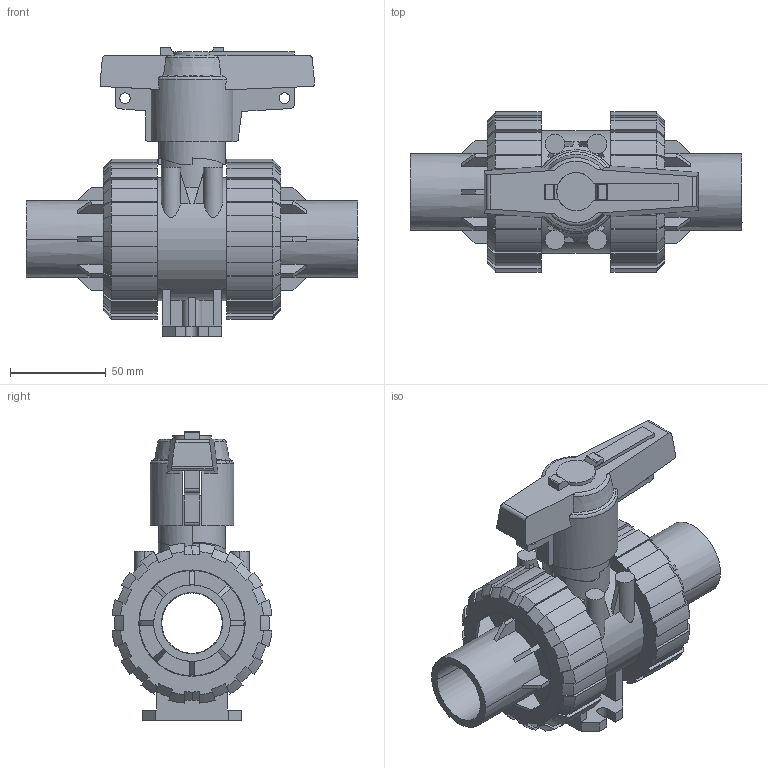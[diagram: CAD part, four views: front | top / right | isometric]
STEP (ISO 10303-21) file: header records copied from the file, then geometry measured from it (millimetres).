
FILE_DESCRIPTION(('STEP AP214'),'1');
FILE_NAME('cctmp_F5F9E15A-AD6D-487C-846B-A4000CE67E90_2021_10_21_08_51_28_0045..stp','2021-10-21T06:51:28',('Praher Valves GmbH'),('CADClick - www.CADClick.com'),'Spatial InterOp 3D',' ','unknown authorization');
FILE_SCHEMA(('AUTOMOTIVE_DESIGN'));
Length unit declared in the file: millimetre
Products named in the file (7): cc_unnamed; 210054_5; 210054_4; 210054_3; 210054_2; 210054_1; 210054
Assembly tree (6 placements, depth 2):
  cc_unnamed
    210054_5
    210054_4
    210054_3
    210054_2
    210054_1
    210054
Bounding box: 173.5 x 83.61 x 151.27 mm (x, y, z)
Volume: 507072.4 mm3; surface area: 136266 mm2
Topology: 6 solids, 6 shells, 510 faces, 1468 edges, 978 vertices
Faces by surface type: plane 252, cylinder 122, cone 80, bspline 48, torus 8
Entity records: 22585 total; most frequent: CARTESIAN_POINT 5414, ORIENTED_EDGE 2936, DIRECTION 2486, EDGE_CURVE 1468, VERTEX_POINT 978, AXIS2_PLACEMENT_3D 867, LINE 752, VECTOR 752
